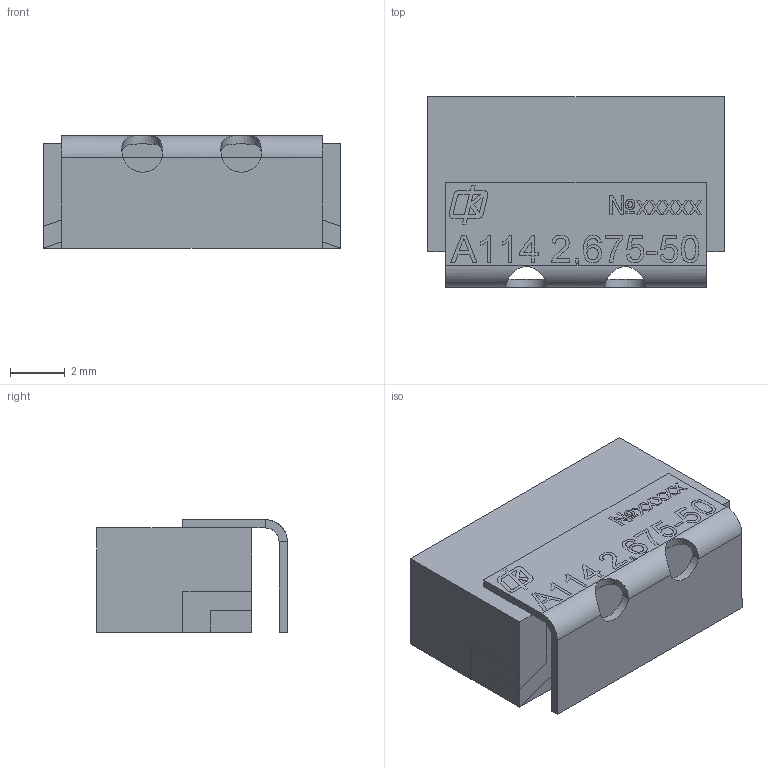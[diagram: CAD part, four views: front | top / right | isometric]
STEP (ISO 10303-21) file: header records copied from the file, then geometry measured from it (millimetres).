
FILE_DESCRIPTION(('STEP AP203'), '1');
FILE_NAME('ÍØÁÀ.434834.019-04.01_Ôèëüòð ÔÊÏ1-219-04-2,675-50', '', ('UNSPECIFIED'), ('UNSPECIFIED'), 'ASCON STEP Converter 1.6', 'ASCON Math Kernel', '');
FILE_SCHEMA(('CONFIG_CONTROL_DESIGN'));
Length unit declared in the file: millimetre
Products named in the file (1): НШБА.434834.019-04.01_Фильтр ФКП1-219-04-2,675-50
Bounding box: 10.8 x 6.94 x 4.1 mm (x, y, z)
Volume: 251.3 mm3; surface area: 344.3 mm2
Topology: 1 solids, 1 shells, 343 faces, 926 edges, 610 vertices
Faces by surface type: plane 249, bspline 83, cylinder 11
Entity records: 21407 total; most frequent: CARTESIAN_POINT 10687, ORIENTED_EDGE 1852, DIRECTION 1238, EDGE_CURVE 926, LINE 672, VECTOR 672, VERTEX_POINT 610, FACE_BOUND 372
